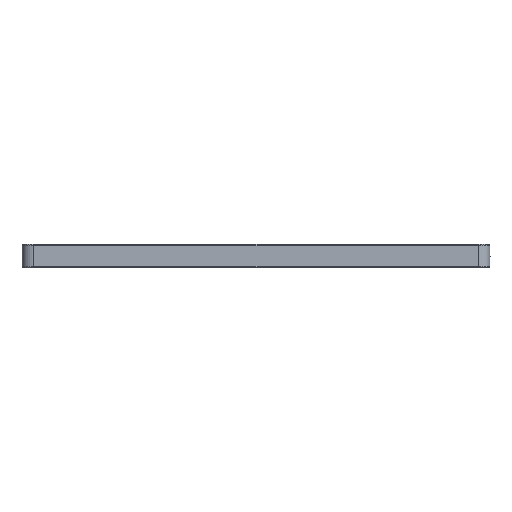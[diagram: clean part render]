
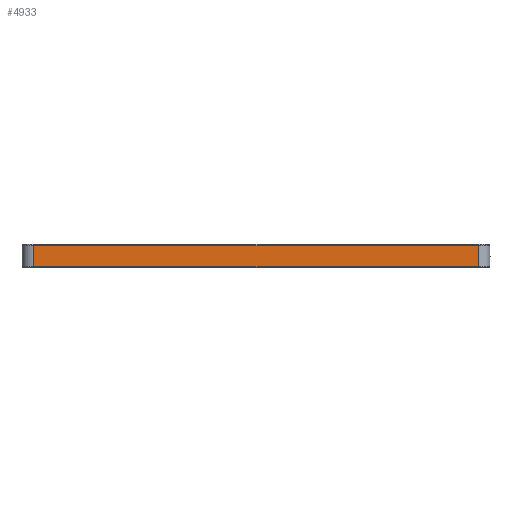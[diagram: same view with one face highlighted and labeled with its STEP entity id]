
A CAD part, front view. The second image highlights one B-rep face of the part: STEP entity #4933.
In plain terms, the highlighted planar face has unit normal (0, -1, 0).
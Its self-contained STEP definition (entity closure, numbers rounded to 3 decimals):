
#76 = VERTEX_POINT ( 'NONE', #3862 ) ;
#296 = EDGE_LOOP ( 'NONE', ( #10211, #3786, #10025, #5857 ) ) ;
#930 = EDGE_CURVE ( 'NONE', #1335, #76, #2124, .T. ) ;
#1143 = DIRECTION ( 'NONE',  ( 0., 0., 1. ) ) ;
#1314 = DIRECTION ( 'NONE',  ( 1., 0., 0. ) ) ;
#1335 = VERTEX_POINT ( 'NONE', #8406 ) ;
#1537 = FACE_OUTER_BOUND ( 'NONE', #296, .T. ) ;
#1727 = AXIS2_PLACEMENT_3D ( 'NONE', #5681, #8359, #1143 ) ;
#2124 = LINE ( 'NONE', #3638, #7313 ) ;
#2444 = LINE ( 'NONE', #2994, #6637 ) ;
#2994 = CARTESIAN_POINT ( 'NONE',  ( 95., -120., 0.5 ) ) ;
#3278 = VECTOR ( 'NONE', #11326, 1000. ) ;
#3549 = VERTEX_POINT ( 'NONE', #4831 ) ;
#3638 = CARTESIAN_POINT ( 'NONE',  ( 95., -120., 10. ) ) ;
#3786 = ORIENTED_EDGE ( 'NONE', *, *, #7528, .T. ) ;
#3862 = CARTESIAN_POINT ( 'NONE',  ( 95., -120., 9.5 ) ) ;
#4831 = CARTESIAN_POINT ( 'NONE',  ( -95., -120., 9.5 ) ) ;
#4933 = ADVANCED_FACE ( 'NONE', ( #1537 ), #10060, .F. ) ;
#5681 = CARTESIAN_POINT ( 'NONE',  ( -100., -120., 10. ) ) ;
#5857 = ORIENTED_EDGE ( 'NONE', *, *, #6111, .T. ) ;
#6111 = EDGE_CURVE ( 'NONE', #76, #3549, #8816, .T. ) ;
#6149 = VECTOR ( 'NONE', #10151, 1000. ) ;
#6637 = VECTOR ( 'NONE', #1314, 1000. ) ;
#7313 = VECTOR ( 'NONE', #10185, 1000. ) ;
#7528 = EDGE_CURVE ( 'NONE', #11070, #1335, #2444, .T. ) ;
#7905 = LINE ( 'NONE', #9424, #3278 ) ;
#8359 = DIRECTION ( 'NONE',  ( 0., 1., 0. ) ) ;
#8378 = CARTESIAN_POINT ( 'NONE',  ( -100., -120., 9.5 ) ) ;
#8406 = CARTESIAN_POINT ( 'NONE',  ( 95., -120., 0.5 ) ) ;
#8816 = LINE ( 'NONE', #8378, #6149 ) ;
#9031 = EDGE_CURVE ( 'NONE', #3549, #11070, #7905, .T. ) ;
#9424 = CARTESIAN_POINT ( 'NONE',  ( -95., -120., 10. ) ) ;
#10025 = ORIENTED_EDGE ( 'NONE', *, *, #930, .T. ) ;
#10060 = PLANE ( 'NONE',  #1727 ) ;
#10142 = CARTESIAN_POINT ( 'NONE',  ( -95., -120., 0.5 ) ) ;
#10151 = DIRECTION ( 'NONE',  ( -1., 0., 0. ) ) ;
#10185 = DIRECTION ( 'NONE',  ( 0., 0., 1. ) ) ;
#10211 = ORIENTED_EDGE ( 'NONE', *, *, #9031, .T. ) ;
#11070 = VERTEX_POINT ( 'NONE', #10142 ) ;
#11326 = DIRECTION ( 'NONE',  ( 0., 0., -1. ) ) ;
